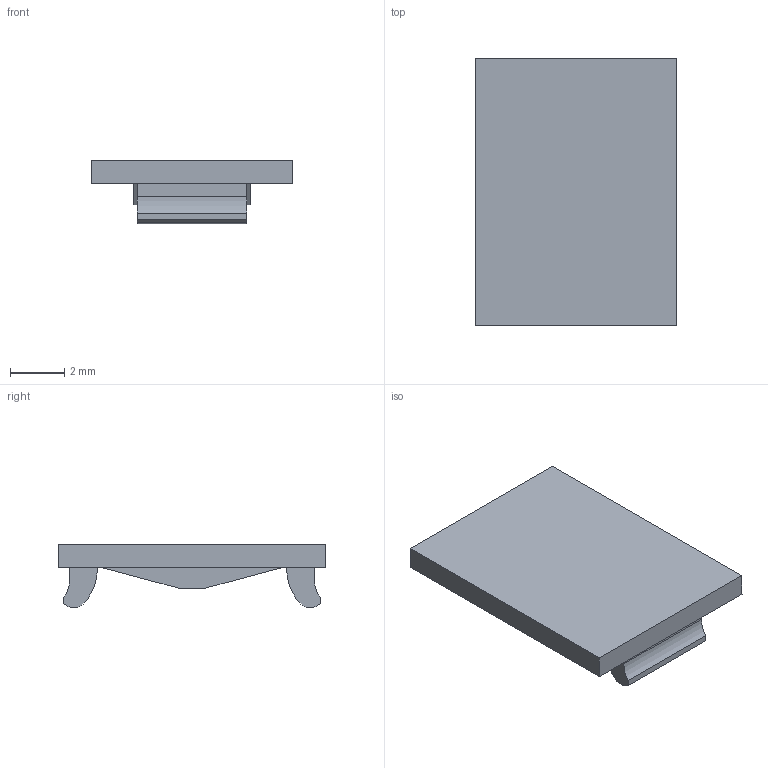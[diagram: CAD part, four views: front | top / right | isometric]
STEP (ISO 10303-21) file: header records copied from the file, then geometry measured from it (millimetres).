
FILE_DESCRIPTION(('Creo Elements/Direct Modeling STEP Export'),'2;1');
FILE_NAME('model.stp','2021-02-02T15:52:55',(''),(''),'Creo Elements/Direct Modeling STEP processor for AP214 (Solid Model)','Creo Elements/Direct Modeling 20.1D 10-Oct-2020 (C) Parametric Technology GmbH','');
FILE_SCHEMA(('AUTOMOTIVE_DESIGN { 1 0 10303 214 1 1 1 1 }'));
Length unit declared in the file: millimetre
Products named in the file (2): UCT6R-TM_8-SELECT
Assembly tree (1 placements, depth 2):
  UCT6R-TM_8-SELECT
    UCT6R-TM_8-SELECT
Bounding box: 7.45 x 9.9 x 2.35 mm (x, y, z)
Volume: 75.5 mm3; surface area: 216.3 mm2
Topology: 1 solids, 1 shells, 34 faces, 84 edges, 56 vertices
Faces by surface type: plane 28, cylinder 6
Entity records: 1317 total; most frequent: CARTESIAN_POINT 176, DIRECTION 168, ORIENTED_EDGE 168, EDGE_CURVE 84, VECTOR 72, LINE 72, VERTEX_POINT 56, AXIS2_PLACEMENT_3D 48
